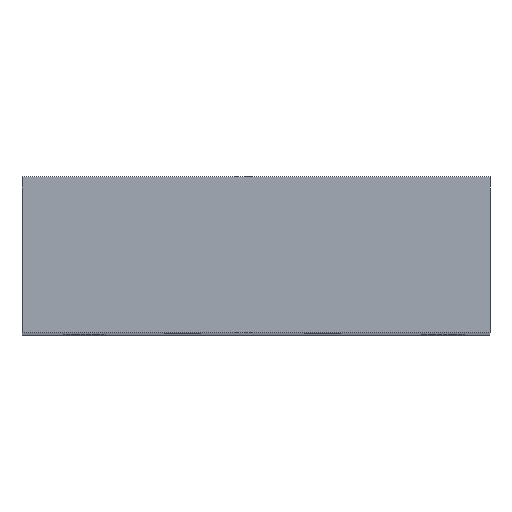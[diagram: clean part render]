
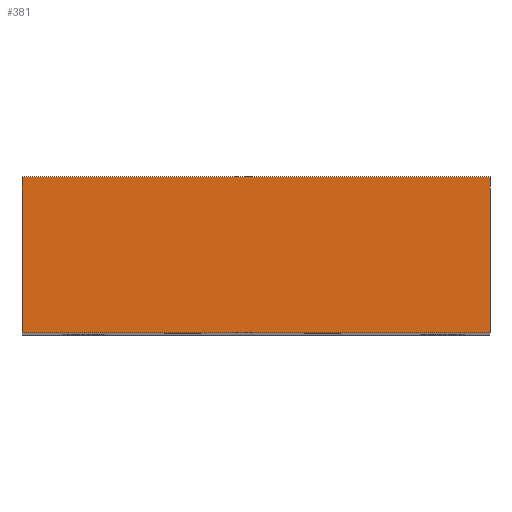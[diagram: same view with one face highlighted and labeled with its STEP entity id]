
A CAD part, top view. The second image highlights one B-rep face of the part: STEP entity #381.
In plain terms, the highlighted planar face has unit normal (0, 0, 1).
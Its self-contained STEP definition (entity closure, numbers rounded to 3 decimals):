
#25 = VECTOR ( 'NONE', #434, 1000. ) ;
#30 = CARTESIAN_POINT ( 'NONE',  ( 20.283, 20., 54.691 ) ) ;
#119 = CARTESIAN_POINT ( 'NONE',  ( 20.283, 0., 54.691 ) ) ;
#129 = DIRECTION ( 'NONE',  ( -1., 0., 0. ) ) ;
#206 = VERTEX_POINT ( 'NONE', #1266 ) ;
#228 = EDGE_CURVE ( 'NONE', #1806, #743, #1605, .T. ) ;
#251 = CARTESIAN_POINT ( 'NONE',  ( 20.283, 20., 54.691 ) ) ;
#301 = ORIENTED_EDGE ( 'NONE', *, *, #1510, .F. ) ;
#303 = CARTESIAN_POINT ( 'NONE',  ( 20.283, 20., 54.691 ) ) ;
#381 = ADVANCED_FACE ( 'NONE', ( #408 ), #1301, .F. ) ;
#404 = DIRECTION ( 'NONE',  ( 1., 0., 0. ) ) ;
#408 = FACE_OUTER_BOUND ( 'NONE', #850, .T. ) ;
#425 = LINE ( 'NONE', #733, #25 ) ;
#434 = DIRECTION ( 'NONE',  ( 0., -1., 0. ) ) ;
#525 = AXIS2_PLACEMENT_3D ( 'NONE', #30, #610, #129 ) ;
#610 = DIRECTION ( 'NONE',  ( 0., 0., -1. ) ) ;
#733 = CARTESIAN_POINT ( 'NONE',  ( -39.717, 20., 54.691 ) ) ;
#743 = VERTEX_POINT ( 'NONE', #1596 ) ;
#845 = CARTESIAN_POINT ( 'NONE',  ( -39.717, 0., 54.691 ) ) ;
#850 = EDGE_LOOP ( 'NONE', ( #1646, #301, #1628, #1669 ) ) ;
#902 = VECTOR ( 'NONE', #995, 1000. ) ;
#995 = DIRECTION ( 'NONE',  ( 0., -1., 0. ) ) ;
#1019 = DIRECTION ( 'NONE',  ( 1., 0., 0. ) ) ;
#1266 = CARTESIAN_POINT ( 'NONE',  ( -39.717, 20., 54.691 ) ) ;
#1301 = PLANE ( 'NONE',  #525 ) ;
#1310 = CARTESIAN_POINT ( 'NONE',  ( 20.283, 20., 54.691 ) ) ;
#1421 = VERTEX_POINT ( 'NONE', #251 ) ;
#1469 = EDGE_CURVE ( 'NONE', #206, #1806, #425, .T. ) ;
#1510 = EDGE_CURVE ( 'NONE', #1421, #743, #1742, .T. ) ;
#1553 = EDGE_CURVE ( 'NONE', #206, #1421, #1756, .T. ) ;
#1596 = CARTESIAN_POINT ( 'NONE',  ( 20.283, 0., 54.691 ) ) ;
#1605 = LINE ( 'NONE', #119, #1814 ) ;
#1628 = ORIENTED_EDGE ( 'NONE', *, *, #1553, .F. ) ;
#1646 = ORIENTED_EDGE ( 'NONE', *, *, #228, .T. ) ;
#1669 = ORIENTED_EDGE ( 'NONE', *, *, #1469, .T. ) ;
#1742 = LINE ( 'NONE', #1310, #902 ) ;
#1756 = LINE ( 'NONE', #303, #1815 ) ;
#1806 = VERTEX_POINT ( 'NONE', #845 ) ;
#1814 = VECTOR ( 'NONE', #404, 1000. ) ;
#1815 = VECTOR ( 'NONE', #1019, 1000. ) ;
